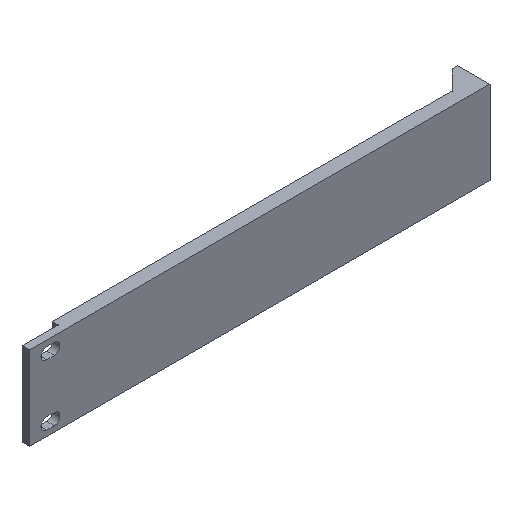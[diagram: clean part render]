
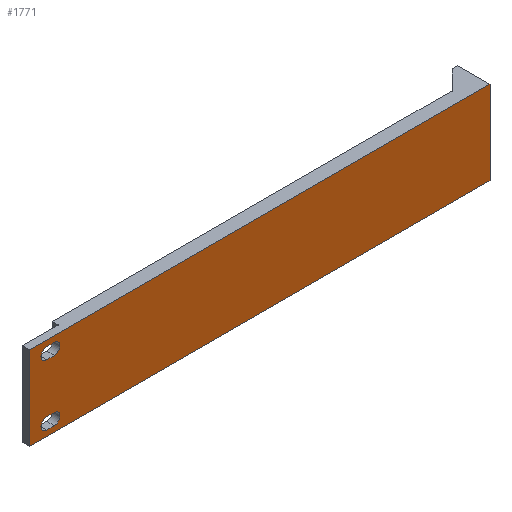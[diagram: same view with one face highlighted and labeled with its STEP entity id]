
A CAD part, isometric view. The second image highlights one B-rep face of the part: STEP entity #1771.
In plain terms, the highlighted planar face has unit normal (0, -1, 0).
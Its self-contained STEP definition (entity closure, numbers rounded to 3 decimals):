
#96=FACE_BOUND('',#337,.T.);
#97=FACE_BOUND('',#338,.T.);
#115=CIRCLE('',#1907,3.);
#117=CIRCLE('',#1911,3.);
#119=CIRCLE('',#1915,3.);
#121=CIRCLE('',#1919,3.);
#221=FACE_OUTER_BOUND('',#336,.T.);
#336=EDGE_LOOP('',(#1598,#1599,#1600,#1601));
#337=EDGE_LOOP('',(#1602,#1603,#1604,#1605));
#338=EDGE_LOOP('',(#1606,#1607,#1608,#1609));
#443=LINE('',#2705,#634);
#446=LINE('',#2711,#637);
#510=LINE('',#2887,#701);
#512=LINE('',#2893,#703);
#517=LINE('',#2907,#708);
#520=LINE('',#2917,#711);
#525=LINE('',#2931,#716);
#528=LINE('',#2939,#719);
#634=VECTOR('',#2148,10.);
#637=VECTOR('',#2153,10.);
#701=VECTOR('',#2357,10.);
#703=VECTOR('',#2363,10.);
#708=VECTOR('',#2376,10.);
#711=VECTOR('',#2387,10.);
#716=VECTOR('',#2400,10.);
#719=VECTOR('',#2411,10.);
#813=VERTEX_POINT('',#2702);
#814=VERTEX_POINT('',#2704);
#815=VERTEX_POINT('',#2708);
#816=VERTEX_POINT('',#2710);
#859=VERTEX_POINT('',#2891);
#860=VERTEX_POINT('',#2892);
#863=VERTEX_POINT('',#2900);
#865=VERTEX_POINT('',#2906);
#867=VERTEX_POINT('',#2915);
#868=VERTEX_POINT('',#2916);
#871=VERTEX_POINT('',#2924);
#873=VERTEX_POINT('',#2930);
#1004=EDGE_CURVE('',#813,#814,#443,.T.);
#1007=EDGE_CURVE('',#816,#815,#446,.T.);
#1092=EDGE_CURVE('',#814,#815,#510,.T.);
#1094=EDGE_CURVE('',#859,#860,#512,.T.);
#1098=EDGE_CURVE('',#863,#859,#115,.T.);
#1101=EDGE_CURVE('',#865,#863,#517,.T.);
#1104=EDGE_CURVE('',#860,#865,#117,.T.);
#1106=EDGE_CURVE('',#867,#868,#520,.T.);
#1110=EDGE_CURVE('',#871,#867,#119,.T.);
#1113=EDGE_CURVE('',#873,#871,#525,.T.);
#1116=EDGE_CURVE('',#868,#873,#121,.T.);
#1118=EDGE_CURVE('',#813,#816,#528,.T.);
#1598=ORIENTED_EDGE('',*,*,#1007,.T.);
#1599=ORIENTED_EDGE('',*,*,#1092,.F.);
#1600=ORIENTED_EDGE('',*,*,#1004,.F.);
#1601=ORIENTED_EDGE('',*,*,#1118,.T.);
#1602=ORIENTED_EDGE('',*,*,#1116,.T.);
#1603=ORIENTED_EDGE('',*,*,#1113,.T.);
#1604=ORIENTED_EDGE('',*,*,#1110,.T.);
#1605=ORIENTED_EDGE('',*,*,#1106,.T.);
#1606=ORIENTED_EDGE('',*,*,#1104,.T.);
#1607=ORIENTED_EDGE('',*,*,#1101,.T.);
#1608=ORIENTED_EDGE('',*,*,#1098,.T.);
#1609=ORIENTED_EDGE('',*,*,#1094,.T.);
#1672=PLANE('',#1923);
#1771=ADVANCED_FACE('',(#221,#96,#97),#1672,.T.);
#1907=AXIS2_PLACEMENT_3D('',#2901,#2369,#2370);
#1911=AXIS2_PLACEMENT_3D('',#2912,#2381,#2382);
#1915=AXIS2_PLACEMENT_3D('',#2925,#2393,#2394);
#1919=AXIS2_PLACEMENT_3D('',#2936,#2405,#2406);
#1923=AXIS2_PLACEMENT_3D('',#2942,#2415,#2416);
#2148=DIRECTION('',(1.,0.,0.));
#2153=DIRECTION('',(1.,0.,0.));
#2357=DIRECTION('',(0.,0.,-1.));
#2363=DIRECTION('',(1.,0.,0.));
#2369=DIRECTION('center_axis',(0.,1.,0.));
#2370=DIRECTION('ref_axis',(0.,0.,1.));
#2376=DIRECTION('',(-1.,0.,0.));
#2381=DIRECTION('center_axis',(0.,1.,0.));
#2382=DIRECTION('ref_axis',(1.,0.,0.));
#2387=DIRECTION('',(1.,0.,0.));
#2393=DIRECTION('center_axis',(0.,1.,0.));
#2394=DIRECTION('ref_axis',(0.,0.,1.));
#2400=DIRECTION('',(-1.,0.,0.));
#2405=DIRECTION('center_axis',(0.,1.,0.));
#2406=DIRECTION('ref_axis',(1.,0.,0.));
#2411=DIRECTION('',(0.,0.,-1.));
#2415=DIRECTION('center_axis',(0.,-1.,0.));
#2416=DIRECTION('ref_axis',(-1.,0.,0.));
#2702=CARTESIAN_POINT('',(-242.5,0.,0.));
#2704=CARTESIAN_POINT('',(0.,0.,0.));
#2705=CARTESIAN_POINT('',(-223.5,0.,0.));
#2708=CARTESIAN_POINT('',(0.,0.,-44.));
#2710=CARTESIAN_POINT('',(-242.5,0.,-44.));
#2711=CARTESIAN_POINT('',(-242.5,0.,-44.));
#2887=CARTESIAN_POINT('',(0.,0.,0.));
#2891=CARTESIAN_POINT('',(-233.5,0.,-35.));
#2892=CARTESIAN_POINT('',(-229.5,0.,-35.));
#2893=CARTESIAN_POINT('',(-229.5,0.,-35.));
#2900=CARTESIAN_POINT('',(-233.5,0.,-41.));
#2901=CARTESIAN_POINT('Origin',(-233.5,0.,-38.));
#2906=CARTESIAN_POINT('',(-229.5,0.,-41.));
#2907=CARTESIAN_POINT('',(-233.5,0.,-41.));
#2912=CARTESIAN_POINT('Origin',(-229.5,0.,-38.));
#2915=CARTESIAN_POINT('',(-233.5,0.,-3.));
#2916=CARTESIAN_POINT('',(-229.5,0.,-3.));
#2917=CARTESIAN_POINT('',(-233.5,0.,-3.));
#2924=CARTESIAN_POINT('',(-233.5,0.,-9.));
#2925=CARTESIAN_POINT('Origin',(-233.5,0.,-6.));
#2930=CARTESIAN_POINT('',(-229.5,0.,-9.));
#2931=CARTESIAN_POINT('',(-229.5,0.,-9.));
#2936=CARTESIAN_POINT('Origin',(-229.5,0.,-6.));
#2939=CARTESIAN_POINT('',(-242.5,0.,0.));
#2942=CARTESIAN_POINT('Origin',(-233.,0.,-22.));
